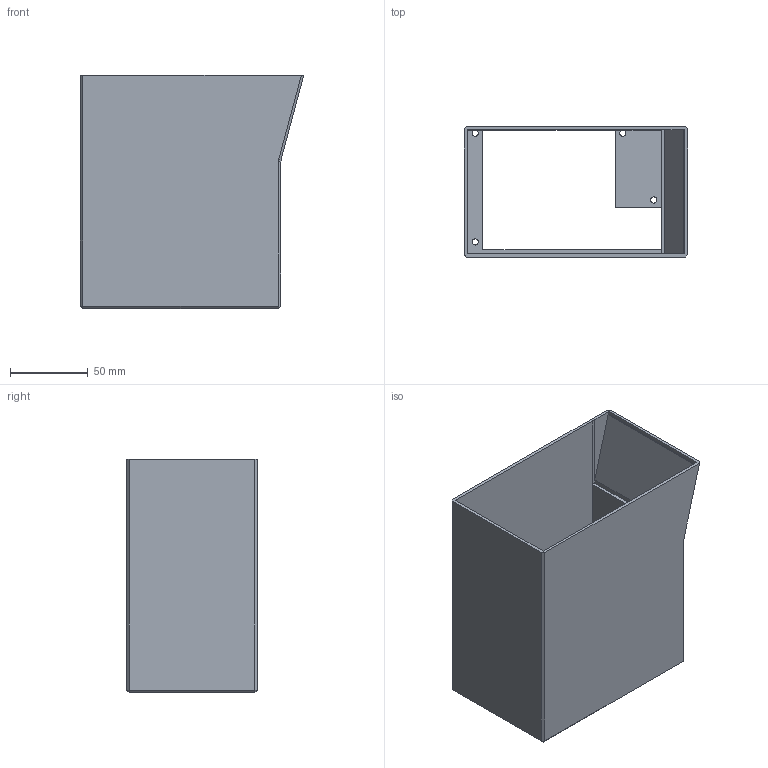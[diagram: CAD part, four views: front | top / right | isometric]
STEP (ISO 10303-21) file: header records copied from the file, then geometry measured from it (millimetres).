
FILE_DESCRIPTION(/* description */ (''),/* implementation_level */ '2;1');
FILE_NAME(/* name */ 'Box.step',/* time_stamp */ '2024-03-21T19:05:28+01:00',/* author */ (''),/* organization */ (''),/* preprocessor_version */ 'ST-DEVELOPER v20',/* originating_system */ 'Autodesk Translation Framework v12.20.1.177',/* authorisation */ '');
FILE_SCHEMA (('AUTOMOTIVE_DESIGN { 1 0 10303 214 3 1 1 }'));
Length unit declared in the file: millimetre
Products named in the file (1): Box
Bounding box: 143.8 x 84 x 150 mm (x, y, z)
Volume: 131185.8 mm3; surface area: 133356.8 mm2
Topology: 1 solids, 1 shells, 50 faces, 132 edges, 82 vertices
Faces by surface type: plane 46, cylinder 4
Full cylindrical faces by diameter (mm): 4 x4
Entity records: 1555 total; most frequent: CARTESIAN_POINT 265, ORIENTED_EDGE 264, DIRECTION 244, EDGE_CURVE 132, LINE 122, VECTOR 122, VERTEX_POINT 82, AXIS2_PLACEMENT_3D 61
